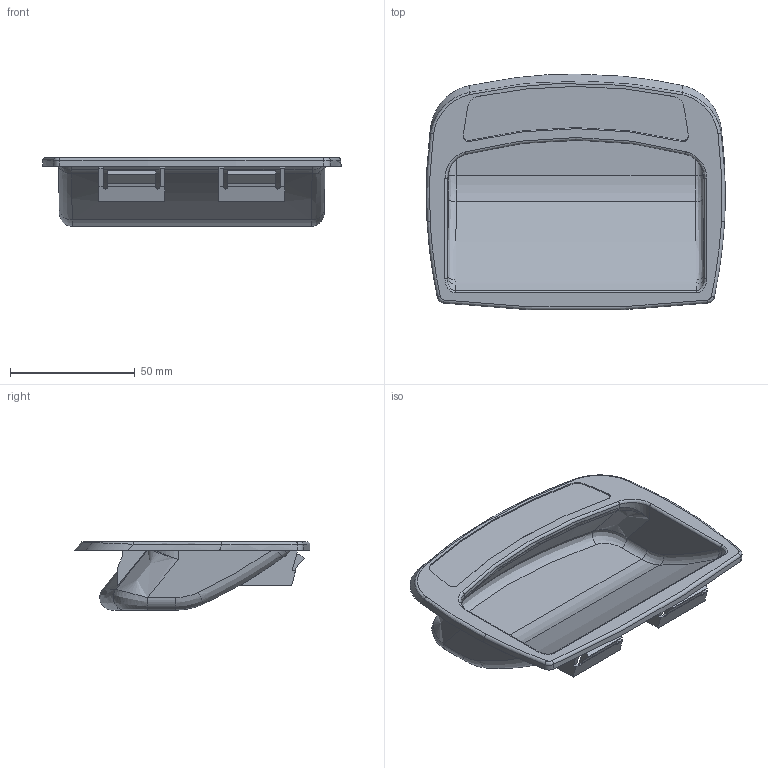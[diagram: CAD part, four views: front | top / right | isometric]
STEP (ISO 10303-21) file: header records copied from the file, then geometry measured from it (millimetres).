
FILE_DESCRIPTION (( 'STEP AP214' ), '1' );
FILE_NAME ('374.15.STEP', '2022-06-21T08:28:39', ( '' ), ( '' ), 'SwSTEP 2.0', 'SolidWorks 2021', '' );
FILE_SCHEMA (( 'AUTOMOTIVE_DESIGN' ));
Length unit declared in the file: millimetre
Products named in the file (1): 374.15
Bounding box: 119.83 x 94.65 x 27.5 mm (x, y, z)
Volume: 42340.2 mm3; surface area: 38614.7 mm2
Topology: 1 solids, 1 shells, 172 faces, 471 edges, 296 vertices
Faces by surface type: plane 74, bspline 52, cylinder 40, torus 6
Entity records: 10496 total; most frequent: CARTESIAN_POINT 6588, ORIENTED_EDGE 934, DIRECTION 658, EDGE_CURVE 467, VERTEX_POINT 296, LINE 232, VECTOR 232, AXIS2_PLACEMENT_3D 213
